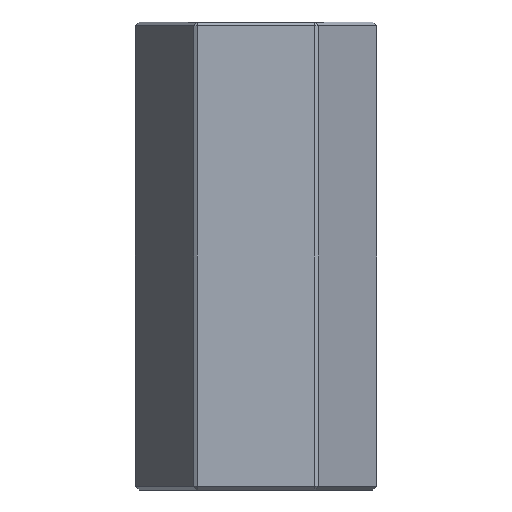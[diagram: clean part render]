
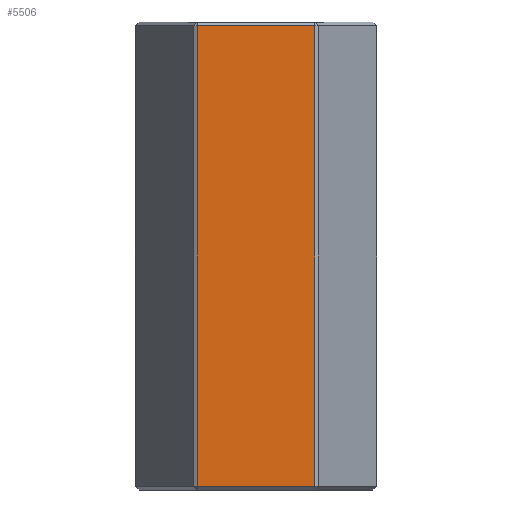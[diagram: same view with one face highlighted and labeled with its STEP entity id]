
A CAD part, front view. The second image highlights one B-rep face of the part: STEP entity #5506.
In plain terms, the highlighted planar face has unit normal (0, -1, 0).
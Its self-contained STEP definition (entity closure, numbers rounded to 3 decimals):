
#1022=DIRECTION('',(-1.,0.,0.));
#1023=VECTOR('',#1022,15.053);
#1024=CARTESIAN_POINT('',(7.527,-13.55,
-29.5));
#1025=LINE('',#1024,#1023);
#1029=DIRECTION('',(0.,0.,-1.));
#1030=VECTOR('',#1029,59.);
#1031=CARTESIAN_POINT('',(-7.526,-13.55,
29.5));
#1032=LINE('',#1031,#1030);
#1036=DIRECTION('',(1.,0.,0.));
#1037=VECTOR('',#1036,15.053);
#1038=CARTESIAN_POINT('',(-7.526,-13.55,
29.5));
#1039=LINE('',#1038,#1037);
#1043=DIRECTION('',(0.,0.,-1.));
#1044=VECTOR('',#1043,59.);
#1045=CARTESIAN_POINT('',(7.527,-13.55,29.5));
#1046=LINE('',#1045,#1044);
#4395=CARTESIAN_POINT('',(7.527,-13.55,-29.5));
#4396=VERTEX_POINT('',#4395);
#4397=CARTESIAN_POINT('',(-7.526,-13.55,
-29.5));
#4398=VERTEX_POINT('',#4397);
#4441=CARTESIAN_POINT('',(-7.526,-13.55,29.5));
#4442=VERTEX_POINT('',#4441);
#4445=CARTESIAN_POINT('',(7.527,-13.55,29.5));
#4446=VERTEX_POINT('',#4445);
#5494=CARTESIAN_POINT('',(-7.823,-13.55,-30.));
#5495=DIRECTION('',(0.,-1.,0.));
#5496=DIRECTION('',(1.,0.,0.));
#5497=AXIS2_PLACEMENT_3D('',#5494,#5495,#5496);
#5498=PLANE('',#5497);
#5499=ORIENTED_EDGE('',*,*,#5485,.T.);
#5500=ORIENTED_EDGE('',*,*,#5094,.F.);
#5502=ORIENTED_EDGE('',*,*,#5501,.T.);
#5503=ORIENTED_EDGE('',*,*,#5074,.T.);
#5504=EDGE_LOOP('',(#5499,#5500,#5502,#5503));
#5505=FACE_OUTER_BOUND('',#5504,.F.);
#5074=EDGE_CURVE('',#4446,#4396,#1046,.T.);
#5094=EDGE_CURVE('',#4442,#4398,#1032,.T.);
#5485=EDGE_CURVE('',#4396,#4398,#1025,.T.);
#5501=EDGE_CURVE('',#4442,#4446,#1039,.T.);
#5506=ADVANCED_FACE('',(#5505),#5498,.T.);
